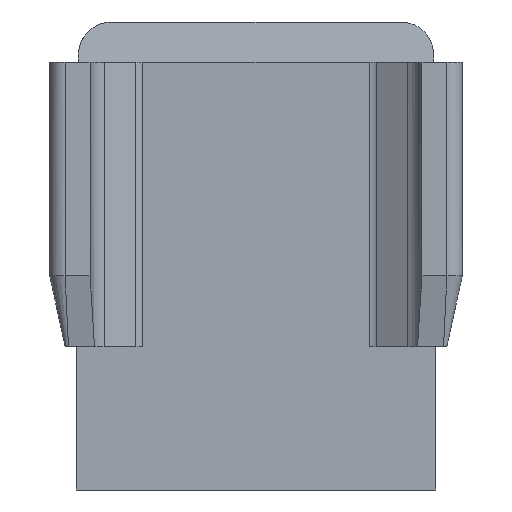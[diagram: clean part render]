
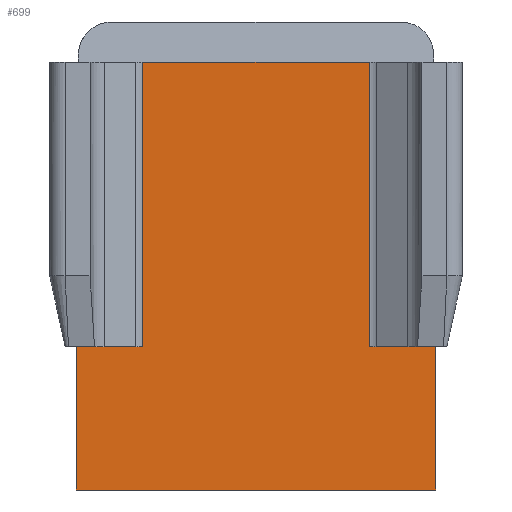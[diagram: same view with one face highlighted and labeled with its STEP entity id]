
A CAD part, front view. The second image highlights one B-rep face of the part: STEP entity #699.
In plain terms, the highlighted planar face has unit normal (0, -1, 0).
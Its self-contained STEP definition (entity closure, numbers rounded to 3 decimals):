
#296=ORIENTED_EDGE('',*,*,#399,.F.);
#297=ORIENTED_EDGE('',*,*,#396,.F.);
#298=ORIENTED_EDGE('',*,*,#343,.F.);
#299=ORIENTED_EDGE('',*,*,#400,.F.);
#300=ORIENTED_EDGE('',*,*,#372,.T.);
#301=ORIENTED_EDGE('',*,*,#402,.T.);
#302=ORIENTED_EDGE('',*,*,#339,.T.);
#303=ORIENTED_EDGE('',*,*,#401,.F.);
#339=EDGE_CURVE('',#422,#420,#478,.T.);
#343=EDGE_CURVE('',#427,#425,#480,.T.);
#372=EDGE_CURVE('',#443,#446,#495,.T.);
#396=EDGE_CURVE('',#425,#461,#515,.T.);
#399=EDGE_CURVE('',#461,#462,#516,.T.);
#400=EDGE_CURVE('',#443,#427,#517,.T.);
#401=EDGE_CURVE('',#462,#420,#518,.T.);
#402=EDGE_CURVE('',#446,#422,#519,.T.);
#420=VERTEX_POINT('',#1060);
#422=VERTEX_POINT('',#1072);
#425=VERTEX_POINT('',#1080);
#427=VERTEX_POINT('',#1084);
#443=VERTEX_POINT('',#1182);
#446=VERTEX_POINT('',#1193);
#461=VERTEX_POINT('',#1250);
#462=VERTEX_POINT('',#1254);
#478=LINE('',#1076,#535);
#480=LINE('',#1085,#537);
#495=LINE('',#1194,#552);
#515=LINE('',#1249,#572);
#516=LINE('',#1255,#573);
#517=LINE('',#1257,#574);
#518=LINE('',#1259,#575);
#519=LINE('',#1261,#576);
#535=VECTOR('',#824,1000.);
#537=VECTOR('',#832,1000.);
#552=VECTOR('',#875,1000.);
#572=VECTOR('',#917,1000.);
#573=VECTOR('',#924,1000.);
#574=VECTOR('',#927,1000.);
#575=VECTOR('',#930,1000.);
#576=VECTOR('',#933,1000.);
#610=EDGE_LOOP('',(#296,#297,#298,#299,#300,#301,#302,#303));
#645=FACE_BOUND('',#610,.T.);
#664=PLANE('',#761);
#699=ADVANCED_FACE('',(#645),#664,.T.);
#761=AXIS2_PLACEMENT_3D('',#1260,#931,#932);
#824=DIRECTION('',(0.,0.,1.));
#832=DIRECTION('',(0.,0.,1.));
#875=DIRECTION('',(0.,0.,-1.));
#917=DIRECTION('',(1.,0.,0.));
#924=DIRECTION('',(0.,0.,-1.));
#927=DIRECTION('',(1.,0.,0.));
#930=DIRECTION('',(1.,0.,0.));
#931=DIRECTION('',(0.,-1.,0.));
#932=DIRECTION('',(1.,0.,0.));
#933=DIRECTION('',(1.,0.,0.));
#1060=CARTESIAN_POINT('',(2.668,-0.935,2.13));
#1072=CARTESIAN_POINT('',(2.668,-0.935,0.));
#1076=CARTESIAN_POINT('',(2.668,-0.935,0.));
#1080=CARTESIAN_POINT('',(-1.683,-0.935,6.35));
#1084=CARTESIAN_POINT('',(-1.683,-0.935,2.13));
#1085=CARTESIAN_POINT('',(-1.683,-0.935,2.13));
#1182=CARTESIAN_POINT('',(-2.668,-0.935,2.13));
#1193=CARTESIAN_POINT('',(-2.668,-0.935,0.));
#1194=CARTESIAN_POINT('',(-2.668,-0.935,2.13));
#1249=CARTESIAN_POINT('',(-1.683,-0.935,6.35));
#1250=CARTESIAN_POINT('',(1.683,-0.935,6.35));
#1254=CARTESIAN_POINT('',(1.683,-0.935,2.13));
#1255=CARTESIAN_POINT('',(1.683,-0.935,6.35));
#1257=CARTESIAN_POINT('',(-2.668,-0.935,2.13));
#1259=CARTESIAN_POINT('',(1.683,-0.935,2.13));
#1260=CARTESIAN_POINT('',(-2.64,-0.935,0.));
#1261=CARTESIAN_POINT('',(-2.668,-0.935,0.));
